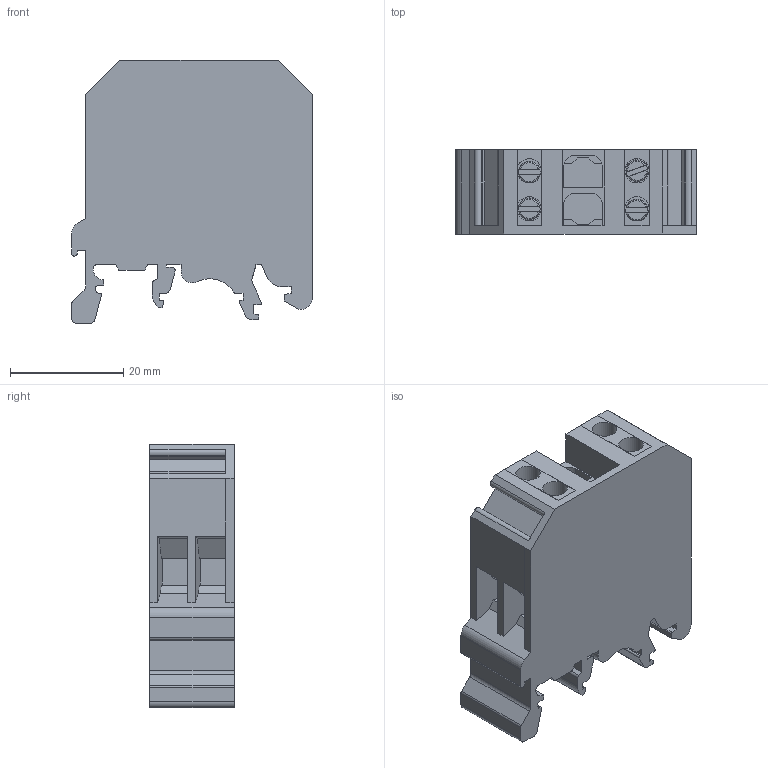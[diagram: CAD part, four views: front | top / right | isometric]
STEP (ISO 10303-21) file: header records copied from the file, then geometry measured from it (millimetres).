
FILE_DESCRIPTION(/* description */ ('Unknown'),/* implementation_level */ '2;1');
FILE_NAME(/* name */ 'FDBK2_3D_SOLID',/* time_stamp */ '2025-03-15T12:05:51+06:00',/* author */ ('Unknown'),/* organization */ ('Unknown'),/* preprocessor_version */ 'ST-DEVELOPER v16.7',/* originating_system */ 'Solid Edge',/* authorisation */ 'Unknown');
FILE_SCHEMA (('AUTOMOTIVE_DESIGN {1 0 10303 214 3 1 1}'));
Length unit declared in the file: millimetre
Products named in the file (1): FDBK2_3D_SOLID
Bounding box: 42.5 x 14.9 x 46.4 mm (x, y, z)
Volume: 20528.6 mm3; surface area: 8525.7 mm2
Topology: 1 solids, 5 shells, 262 faces, 732 edges, 482 vertices
Faces by surface type: plane 202, cylinder 48, torus 8, cone 4
Full cylindrical faces by diameter (mm): 4.3 x4
Entity records: 10144 total; most frequent: CARTESIAN_POINT 1566, ORIENTED_EDGE 1436, DIRECTION 1339, EDGE_CURVE 718, LINE 553, VECTOR 553, VERTEX_POINT 476, AXIS2_PLACEMENT_3D 393
